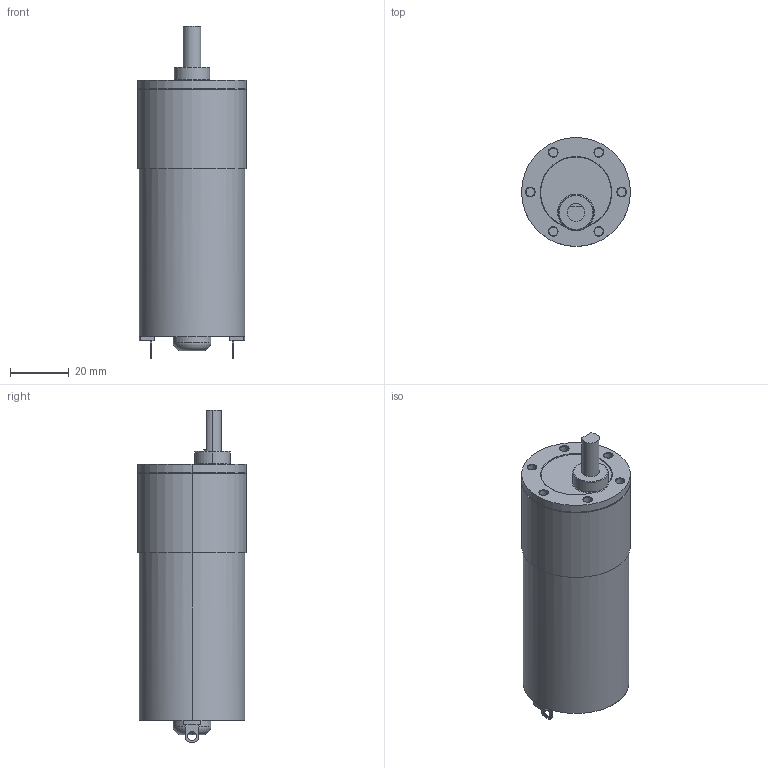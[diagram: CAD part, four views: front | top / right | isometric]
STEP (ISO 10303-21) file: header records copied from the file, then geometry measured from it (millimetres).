
FILE_DESCRIPTION (( 'STEP AP214' ), '1' );
FILE_NAME ('ZGB37RH.STEP', '2020-04-03T19:35:55', ( '' ), ( '' ), 'SwSTEP 2.0', 'SolidWorks 2019', '' );
FILE_SCHEMA (( 'AUTOMOTIVE_DESIGN' ));
Length unit declared in the file: millimetre
Products named in the file (1): ZGB37RH
Bounding box: 37 x 37 x 112.8 mm (x, y, z)
Volume: 90690.2 mm3; surface area: 13658.7 mm2
Topology: 1 solids, 1 shells, 95 faces, 210 edges, 131 vertices
Faces by surface type: cylinder 39, plane 36, torus 20
Entity records: 3036 total; most frequent: DIRECTION 527, CARTESIAN_POINT 437, ORIENTED_EDGE 420, AXIS2_PLACEMENT_3D 221, EDGE_CURVE 210, VERTEX_POINT 131, CIRCLE 125, EDGE_LOOP 113
